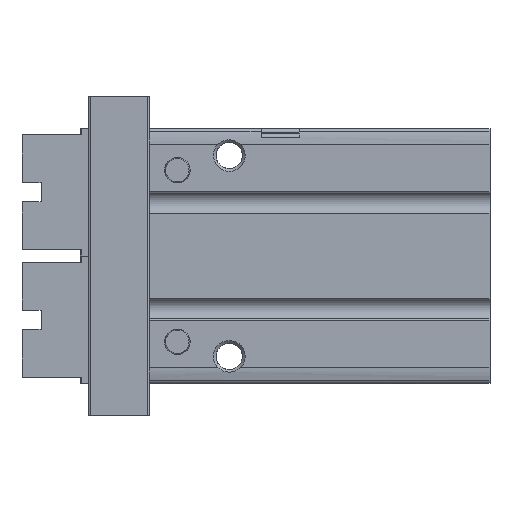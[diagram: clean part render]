
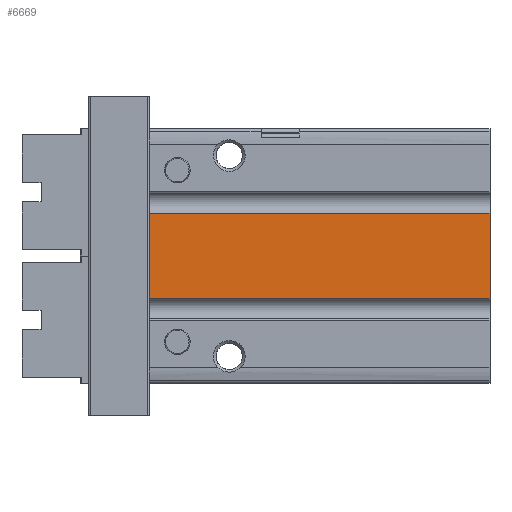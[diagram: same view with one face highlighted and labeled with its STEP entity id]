
A CAD part, left-side view. The second image highlights one B-rep face of the part: STEP entity #6669.
In plain terms, the highlighted face is planar.
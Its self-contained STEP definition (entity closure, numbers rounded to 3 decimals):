
#83=PLANE('',#7196);
#399=LINE('',#10311,#967);
#405=LINE('',#10343,#973);
#407=LINE('',#10349,#975);
#408=LINE('',#10350,#976);
#967=VECTOR('',#8114,1000.);
#973=VECTOR('',#8142,1000.);
#975=VECTOR('',#8148,1000.);
#976=VECTOR('',#8149,1000.);
#1646=ORIENTED_EDGE('',*,*,#3594,.T.);
#1647=ORIENTED_EDGE('',*,*,#3576,.T.);
#1648=ORIENTED_EDGE('',*,*,#3595,.F.);
#1649=ORIENTED_EDGE('',*,*,#3591,.F.);
#3576=EDGE_CURVE('',#4548,#4547,#399,.T.);
#3591=EDGE_CURVE('',#4562,#4563,#405,.T.);
#3594=EDGE_CURVE('',#4562,#4548,#407,.T.);
#3595=EDGE_CURVE('',#4563,#4547,#408,.T.);
#4547=VERTEX_POINT('',#10310);
#4548=VERTEX_POINT('',#10312);
#4562=VERTEX_POINT('',#10342);
#4563=VERTEX_POINT('',#10344);
#5478=EDGE_LOOP('',(#1646,#1647,#1648,#1649));
#5992=FACE_BOUND('',#5478,.T.);
#6669=ADVANCED_FACE('',(#5992),#83,.F.);
#7196=AXIS2_PLACEMENT_3D('',#10348,#8146,#8147);
#8114=DIRECTION('',(1.,0.,0.));
#8142=DIRECTION('',(1.,0.,0.));
#8146=DIRECTION('',(0.,0.,-1.));
#8147=DIRECTION('',(-1.,0.,0.));
#8148=DIRECTION('',(0.,-1.,0.));
#8149=DIRECTION('',(0.,-1.,0.));
#10310=CARTESIAN_POINT('',(6.7,0.,13.));
#10311=CARTESIAN_POINT('',(-17.5,0.,13.));
#10312=CARTESIAN_POINT('',(-6.7,0.,13.));
#10342=CARTESIAN_POINT('',(-6.7,53.6,13.));
#10343=CARTESIAN_POINT('',(-17.5,53.6,13.));
#10344=CARTESIAN_POINT('',(6.7,53.6,13.));
#10348=CARTESIAN_POINT('',(-17.5,53.6,13.));
#10349=CARTESIAN_POINT('',(-6.7,53.6,13.));
#10350=CARTESIAN_POINT('',(6.7,53.6,13.));
